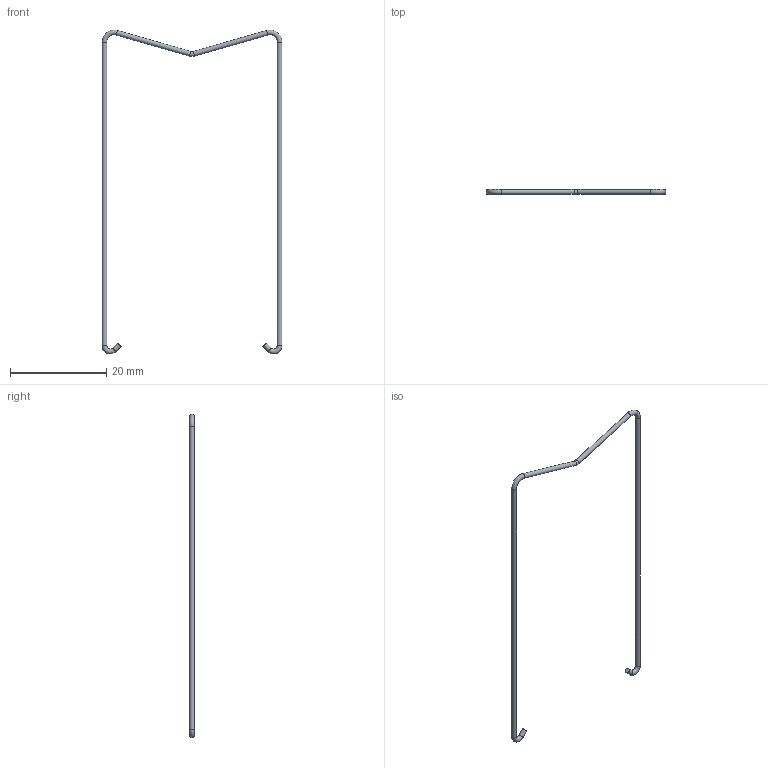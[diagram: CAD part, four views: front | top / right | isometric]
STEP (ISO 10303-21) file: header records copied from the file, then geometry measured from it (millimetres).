
FILE_DESCRIPTION(/* description */ (''),/* implementation_level */ '2;1');
FILE_NAME(/* name */ '3d_HR7X87.stp',/* time_stamp */ '2018-11-19T07:34:47+01:00',/* author */ ('Andrzej'),/* organization */ (''),/* preprocessor_version */ 'ST-DEVELOPER v16.13',/* originating_system */ 'AutoCAD Mechanical',/* authorisation */ '');
FILE_SCHEMA (('AUTOMOTIVE_DESIGN { 1 0 10303 214 3 1 1 }'));
Length unit declared in the file: millimetre
Products named in the file (1): Product
Bounding box: 37.3 x 1 x 67.19 mm (x, y, z)
Volume: 137 mm3; surface area: 549.7 mm2
Topology: 1 solids, 1 shells, 13 faces, 23 edges, 12 vertices
Faces by surface type: cylinder 6, torus 5, plane 2
Full cylindrical faces by diameter (mm): 1 x6
Entity records: 277 total; most frequent: DIRECTION 52, CARTESIAN_POINT 38, AXIS2_PLACEMENT_3D 26, EDGE_LOOP 24, ORIENTED_EDGE 24, FACE_OUTER_BOUND 13, ADVANCED_FACE 13, CIRCLE 12
